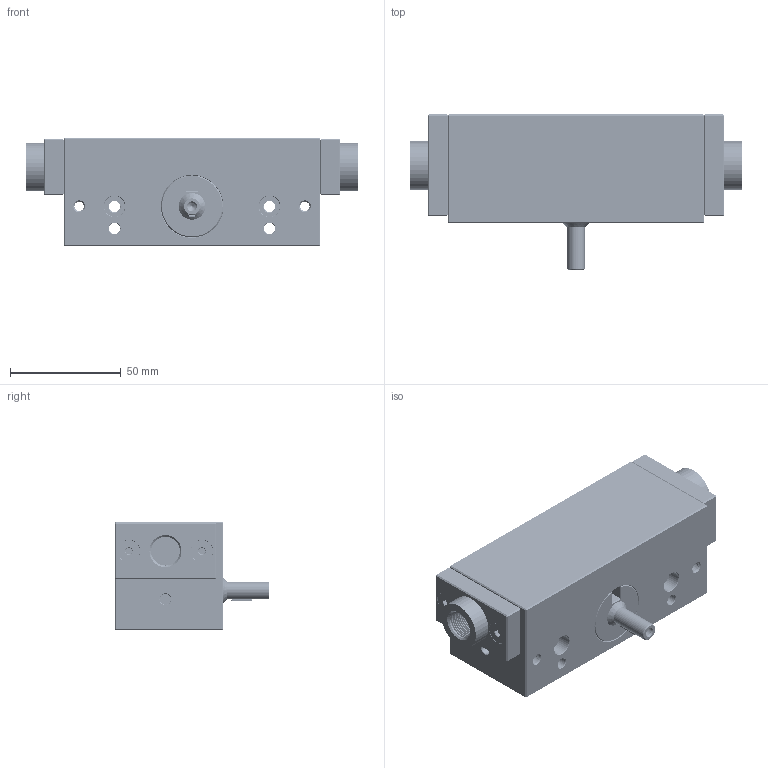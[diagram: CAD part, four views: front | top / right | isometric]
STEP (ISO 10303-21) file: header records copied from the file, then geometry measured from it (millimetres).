
FILE_DESCRIPTION(/* description */ (''),/* implementation_level */ '2;1');
FILE_NAME(/* name */ 'c78670e2-5b85-4caf-a54d-cb98af9a9810.stp',/* time_stamp */ '2020-11-20T08:44:40+00:00',/* author */ (''),/* organization */ (''),/* preprocessor_version */ 'ST-DEVELOPER v18.1',/* originating_system */ 'Autodesk Translation Framework v9.3.0.1241',/* authorisation */ '');
FILE_SCHEMA (('AUTOMOTIVE_DESIGN { 1 0 10303 214 3 1 1 }'));
Products named in the file (6): MD 20/180 S; Body_part_1; Body_part_2; Woodruff_key_3x3,7; Rod; Flat_head_screw_M5
Assembly tree (9 placements, depth 2):
  MD 20/180 S
    Body_part_2  x2
    Body_part_1
    Woodruff_key_3x3,7
    Rod
    Flat_head_screw_M5  x4
Bounding box: 150 x 70 x 49 mm (x, y, z)
Volume: 288311.9 mm3; surface area: 57354.5 mm2
Topology: 9 solids, 9 shells, 1054 faces, 2842 edges, 1825 vertices
Faces by surface type: cylinder 722, plane 175, bspline 76, cone 75, sphere 4, torus 2
Full cylindrical faces by diameter (mm): 2 x1, 3.332 x6, 3.961 x40, 4.109 x2, 4.234 x96, 5 x44, 5.035 x24, 5.12 x44, 6 x2, 6.147 x12, 8 x1, 9.4 x4, 10 x4, 13.036 x32, 14.152 x30, 18 x1, 22 x2, 28 x2
Entity records: 64001 total; most frequent: CARTESIAN_POINT 45712, ORIENTED_EDGE 4450, DIRECTION 2693, EDGE_CURVE 2225, VERTEX_POINT 1443, B_SPLINE_CURVE_WITH_KNOTS 1284, AXIS2_PLACEMENT_3D 990, EDGE_LOOP 870
